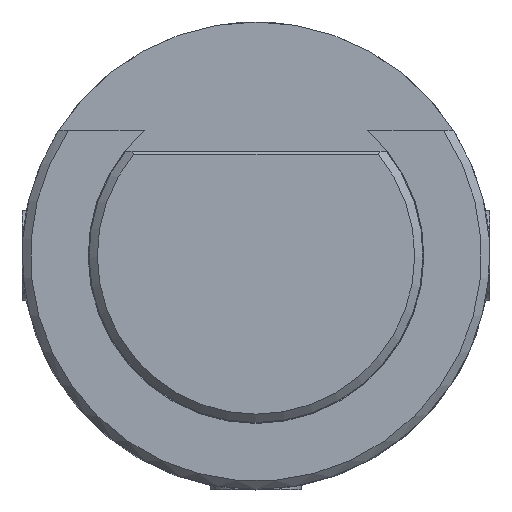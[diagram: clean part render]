
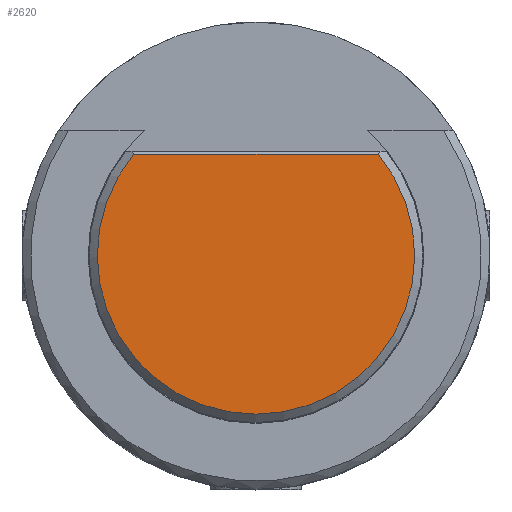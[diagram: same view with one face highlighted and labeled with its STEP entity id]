
A CAD part, top view. The second image highlights one B-rep face of the part: STEP entity #2620.
In plain terms, the highlighted planar face has unit normal (0, 0, 1).
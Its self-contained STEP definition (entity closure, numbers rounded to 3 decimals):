
#73=LINE('',#3742,#271);
#271=VECTOR('',#3048,10.);
#505=PLANE('',#2788);
#674=FACE_OUTER_BOUND('',#837,.T.);
#837=EDGE_LOOP('',(#1739,#1740));
#1063=CIRCLE('',#2789,9.5);
#1151=VERTEX_POINT('',#3740);
#1152=VERTEX_POINT('',#3741);
#1390=EDGE_CURVE('',#1151,#1152,#73,.T.);
#1391=EDGE_CURVE('',#1152,#1151,#1063,.T.);
#1739=ORIENTED_EDGE('',*,*,#1390,.F.);
#1740=ORIENTED_EDGE('',*,*,#1391,.F.);
#2620=ADVANCED_FACE('',(#674),#505,.T.);
#2788=AXIS2_PLACEMENT_3D('',#3739,#3046,#3047);
#2789=AXIS2_PLACEMENT_3D('',#3743,#3049,#3050);
#3046=DIRECTION('center_axis',(0.,0.,1.));
#3047=DIRECTION('ref_axis',(-1.,0.,0.));
#3048=DIRECTION('',(1.,0.,0.));
#3049=DIRECTION('center_axis',(0.,0.,-1.));
#3050=DIRECTION('ref_axis',(0.,-1.,0.));
#3739=CARTESIAN_POINT('Origin',(0.,-10.,0.));
#3740=CARTESIAN_POINT('',(-7.324,6.05,0.));
#3741=CARTESIAN_POINT('',(7.324,6.05,0.));
#3742=CARTESIAN_POINT('',(5.,6.05,0.));
#3743=CARTESIAN_POINT('Origin',(0.,0.,0.));
